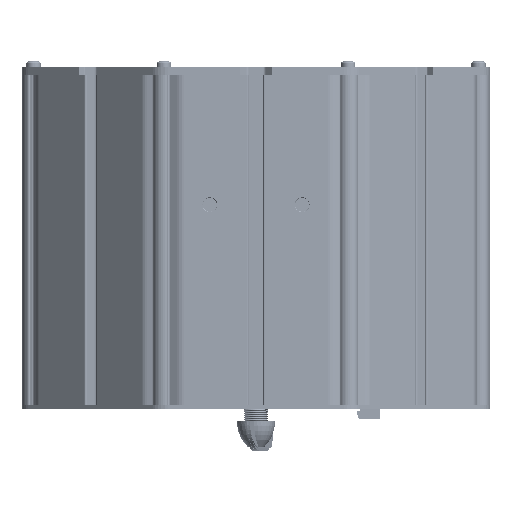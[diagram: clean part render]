
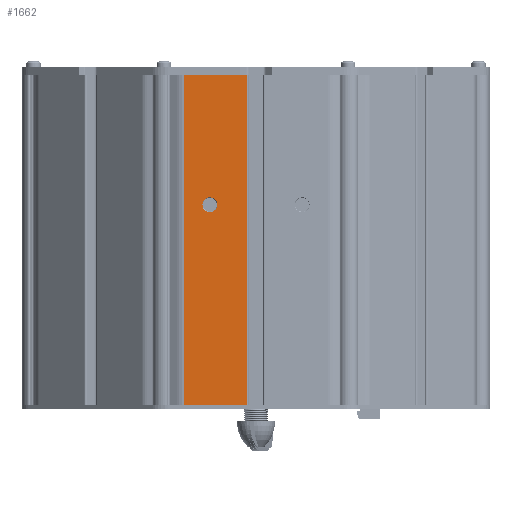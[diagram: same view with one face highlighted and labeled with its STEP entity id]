
A CAD part, left-side view. The second image highlights one B-rep face of the part: STEP entity #1662.
In plain terms, the highlighted planar face has unit normal (-1, 0, 0).
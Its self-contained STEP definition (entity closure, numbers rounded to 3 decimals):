
#1662 = ADVANCED_FACE ( 'NONE', ( #105230, #139931 ), #129544, .F. ) ;
#4467 = DIRECTION ( 'NONE',  ( 0., 0., 1. ) ) ;
#5085 = VECTOR ( 'NONE', #40656, 1000. ) ;
#5543 = LINE ( 'NONE', #149204, #109830 ) ;
#6104 = EDGE_LOOP ( 'NONE', ( #58681, #67735 ) ) ;
#6325 = VECTOR ( 'NONE', #158153, 1000. ) ;
#11564 = CARTESIAN_POINT ( 'NONE',  ( -4.413, 38.9, 127. ) ) ;
#14814 = CARTESIAN_POINT ( 'NONE',  ( -4.413, 53.27, 77. ) ) ;
#16239 = CARTESIAN_POINT ( 'NONE',  ( -4.413, 63.316, 127. ) ) ;
#20610 = VERTEX_POINT ( 'NONE', #133552 ) ;
#25395 = AXIS2_PLACEMENT_3D ( 'NONE', #103249, #64369, #155864 ) ;
#27954 = DIRECTION ( 'NONE',  ( 0., 0., 1. ) ) ;
#39945 = EDGE_CURVE ( 'NONE', #155378, #59574, #5543, .T. ) ;
#40656 = DIRECTION ( 'NONE',  ( 0., 0., -1. ) ) ;
#42371 = EDGE_CURVE ( 'NONE', #155588, #47586, #49650, .T. ) ;
#45378 = DIRECTION ( 'NONE',  ( 0., -1., 0. ) ) ;
#47586 = VERTEX_POINT ( 'NONE', #93092 ) ;
#48429 = CARTESIAN_POINT ( 'NONE',  ( -4.413, 63.316, 0. ) ) ;
#48613 = VECTOR ( 'NONE', #45378, 1000. ) ;
#49650 = CIRCLE ( 'NONE', #71622, 2.857 ) ;
#50085 = CIRCLE ( 'NONE', #140882, 2.857 ) ;
#57796 = DIRECTION ( 'NONE',  ( 0., 0., -1. ) ) ;
#58597 = EDGE_CURVE ( 'NONE', #20610, #110315, #109388, .T. ) ;
#58681 = ORIENTED_EDGE ( 'NONE', *, *, #42371, .F. ) ;
#59574 = VERTEX_POINT ( 'NONE', #119707 ) ;
#64369 = DIRECTION ( 'NONE',  ( 1., 0., 0. ) ) ;
#67735 = ORIENTED_EDGE ( 'NONE', *, *, #162633, .F. ) ;
#71622 = AXIS2_PLACEMENT_3D ( 'NONE', #161074, #82744, #4467 ) ;
#75633 = ORIENTED_EDGE ( 'NONE', *, *, #141472, .F. ) ;
#82744 = DIRECTION ( 'NONE',  ( -1., 0., 0. ) ) ;
#93092 = CARTESIAN_POINT ( 'NONE',  ( -4.413, 53.27, 74.143 ) ) ;
#97881 = CARTESIAN_POINT ( 'NONE',  ( -4.413, 53.27, 79.858 ) ) ;
#103249 = CARTESIAN_POINT ( 'NONE',  ( -4.413, 42.986, 127. ) ) ;
#105230 = FACE_BOUND ( 'NONE', #6104, .T. ) ;
#106295 = DIRECTION ( 'NONE',  ( -1., 0., 0. ) ) ;
#106527 = LINE ( 'NONE', #145537, #6325 ) ;
#106599 = ORIENTED_EDGE ( 'NONE', *, *, #39945, .F. ) ;
#109388 = LINE ( 'NONE', #132108, #5085 ) ;
#109830 = VECTOR ( 'NONE', #57796, 1000. ) ;
#110315 = VERTEX_POINT ( 'NONE', #48429 ) ;
#118223 = LINE ( 'NONE', #16239, #48613 ) ;
#118339 = EDGE_CURVE ( 'NONE', #110315, #59574, #106527, .T. ) ;
#119707 = CARTESIAN_POINT ( 'NONE',  ( -4.413, 38.9, 0. ) ) ;
#122644 = ORIENTED_EDGE ( 'NONE', *, *, #118339, .T. ) ;
#129544 = PLANE ( 'NONE',  #25395 ) ;
#132108 = CARTESIAN_POINT ( 'NONE',  ( -4.413, 63.316, 127. ) ) ;
#133552 = CARTESIAN_POINT ( 'NONE',  ( -4.413, 63.316, 127. ) ) ;
#137115 = ORIENTED_EDGE ( 'NONE', *, *, #58597, .T. ) ;
#139931 = FACE_OUTER_BOUND ( 'NONE', #164408, .T. ) ;
#140882 = AXIS2_PLACEMENT_3D ( 'NONE', #14814, #106295, #27954 ) ;
#141472 = EDGE_CURVE ( 'NONE', #20610, #155378, #118223, .T. ) ;
#145537 = CARTESIAN_POINT ( 'NONE',  ( -4.413, 42.986, 0. ) ) ;
#149204 = CARTESIAN_POINT ( 'NONE',  ( -4.413, 38.9, 127. ) ) ;
#155378 = VERTEX_POINT ( 'NONE', #11564 ) ;
#155588 = VERTEX_POINT ( 'NONE', #97881 ) ;
#155864 = DIRECTION ( 'NONE',  ( 0., 1., 0. ) ) ;
#158153 = DIRECTION ( 'NONE',  ( 0., -1., 0. ) ) ;
#161074 = CARTESIAN_POINT ( 'NONE',  ( -4.413, 53.27, 77. ) ) ;
#162633 = EDGE_CURVE ( 'NONE', #47586, #155588, #50085, .T. ) ;
#164408 = EDGE_LOOP ( 'NONE', ( #122644, #106599, #75633, #137115 ) ) ;
